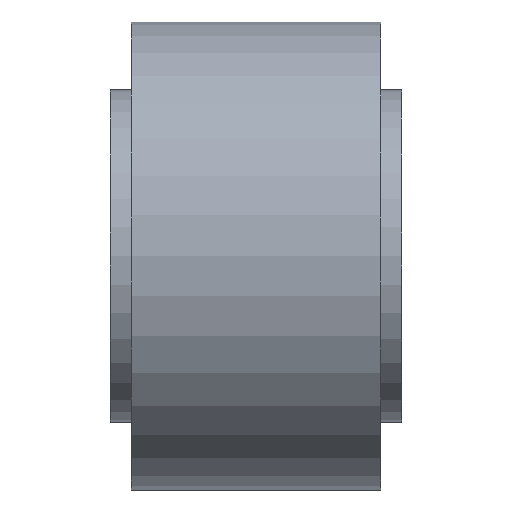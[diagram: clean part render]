
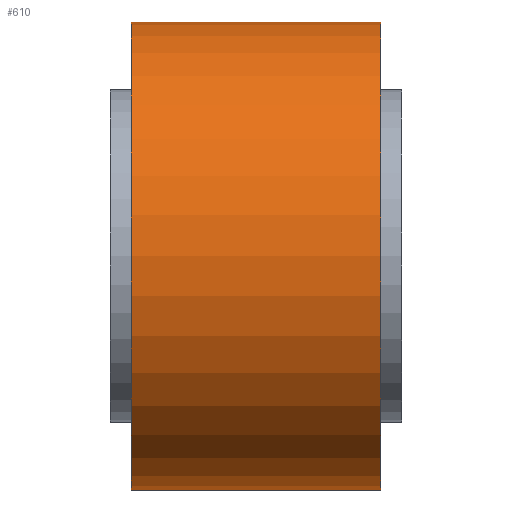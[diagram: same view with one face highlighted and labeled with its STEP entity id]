
A CAD part, top view. The second image highlights one B-rep face of the part: STEP entity #610.
In plain terms, the highlighted cylindrical face has radius 112.5 mm (diameter 225 mm), a full revolution.
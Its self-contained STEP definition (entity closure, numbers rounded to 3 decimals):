
#36=B_SPLINE_CURVE_WITH_KNOTS('',3,(#1045,#1046,#1047,#1048,#1049,#1050,
#1051,#1052,#1053,#1054,#1055,#1056,#1057,#1058,#1059,#1060,#1061,#1062,
#1063),.UNSPECIFIED.,.T.,.F.,(1,1,1,1,1,1,1,1,1,1,1,1,1,1,1,1,1,1,1,1,1,
1,1),(-0.015,-0.01,-0.005,0.,0.005,
0.01,0.015,0.02,0.025,
0.03,0.035,0.04,0.045,
0.05,0.055,0.06,0.065,
0.07,0.075,0.08,0.085,
0.09,0.095),.UNSPECIFIED.);
#125=ORIENTED_EDGE('',*,*,#281,.F.);
#126=ORIENTED_EDGE('',*,*,#282,.T.);
#127=ORIENTED_EDGE('',*,*,#283,.F.);
#281=EDGE_CURVE('',#358,#358,#403,.T.);
#282=EDGE_CURVE('',#359,#359,#404,.T.);
#283=EDGE_CURVE('',#360,#360,#36,.T.);
#358=VERTEX_POINT('',#1042);
#359=VERTEX_POINT('',#1044);
#360=VERTEX_POINT('',#1064);
#403=CIRCLE('',#688,112.5);
#404=CIRCLE('',#689,112.5);
#439=EDGE_LOOP('',(#125));
#440=EDGE_LOOP('',(#126));
#441=EDGE_LOOP('',(#127));
#513=FACE_BOUND('',#439,.T.);
#514=FACE_BOUND('',#440,.T.);
#515=FACE_BOUND('',#441,.T.);
#583=CYLINDRICAL_SURFACE('',#687,112.5);
#610=ADVANCED_FACE('',(#513,#514,#515),#583,.T.);
#687=AXIS2_PLACEMENT_3D('',#1040,#819,#820);
#688=AXIS2_PLACEMENT_3D('',#1041,#821,#822);
#689=AXIS2_PLACEMENT_3D('',#1043,#823,#824);
#819=DIRECTION('',(1.,0.,0.));
#820=DIRECTION('',(0.,0.,-1.));
#821=DIRECTION('',(1.,0.,0.));
#822=DIRECTION('',(0.,0.,-1.));
#823=DIRECTION('',(1.,0.,0.));
#824=DIRECTION('',(0.,0.,-1.));
#1040=CARTESIAN_POINT('',(70.,0.,0.));
#1041=CARTESIAN_POINT('',(60.,0.,0.));
#1042=CARTESIAN_POINT('',(60.,0.,-112.5));
#1043=CARTESIAN_POINT('',(-60.,0.,0.));
#1044=CARTESIAN_POINT('',(-60.,0.,-112.5));
#1045=CARTESIAN_POINT('',(-12.172,-5.069,-112.42));
#1046=CARTESIAN_POINT('',(-13.187,0.004,-112.54));
#1047=CARTESIAN_POINT('',(-12.178,5.052,-112.42));
#1048=CARTESIAN_POINT('',(-9.321,9.324,-112.133));
#1049=CARTESIAN_POINT('',(-5.052,12.178,-111.844));
#1050=CARTESIAN_POINT('',(-0.008,13.185,-111.724));
#1051=CARTESIAN_POINT('',(5.04,12.183,-111.843));
#1052=CARTESIAN_POINT('',(9.319,9.327,-112.132));
#1053=CARTESIAN_POINT('',(12.179,5.051,-112.42));
#1054=CARTESIAN_POINT('',(13.185,0.005,-112.54));
#1055=CARTESIAN_POINT('',(12.182,-5.041,-112.421));
#1056=CARTESIAN_POINT('',(9.331,-9.313,-112.133));
#1057=CARTESIAN_POINT('',(5.064,-12.173,-111.845));
#1058=CARTESIAN_POINT('',(0.012,-13.186,-111.724));
#1059=CARTESIAN_POINT('',(-5.042,-12.183,-111.843));
#1060=CARTESIAN_POINT('',(-9.315,-9.327,-112.132));
#1061=CARTESIAN_POINT('',(-12.172,-5.069,-112.42));
#1062=CARTESIAN_POINT('',(-13.187,0.004,-112.54));
#1063=CARTESIAN_POINT('',(-12.178,5.052,-112.42));
#1064=CARTESIAN_POINT('',(-12.85,0.,-112.5));
